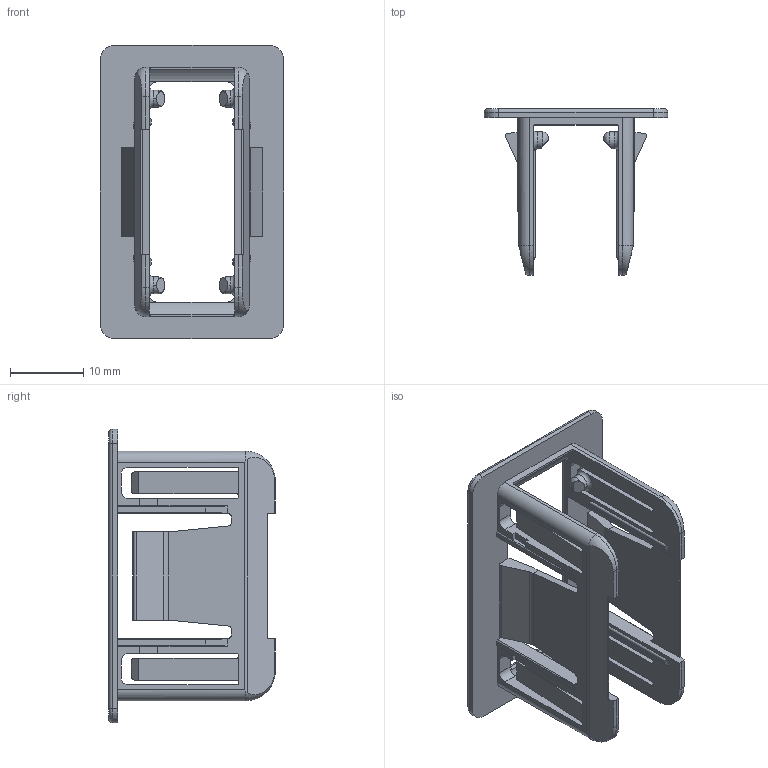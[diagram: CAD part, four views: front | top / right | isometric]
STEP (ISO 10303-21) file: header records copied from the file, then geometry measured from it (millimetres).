
FILE_DESCRIPTION((''),'2;1');
FILE_NAME('DM_CAD-2356','2016-08-17T',('creinig-se'),(''),'PRO/ENGINEER BY PARAMETRIC TECHNOLOGY CORPORATION, 2015440','PRO/ENGINEER BY PARAMETRIC TECHNOLOGY CORPORATION, 2015440','');
FILE_SCHEMA(('CONFIG_CONTROL_DESIGN'));
Length unit declared in the file: millimetre
Products named in the file (1): DM_CAD-2356
Bounding box: 25 x 22.7 x 40 mm (x, y, z)
Volume: 2417.9 mm3; surface area: 4674.7 mm2
Topology: 1 solids, 1 shells, 274 faces, 776 edges, 500 vertices
Faces by surface type: plane 154, cylinder 96, torus 20, bspline 4
Entity records: 11795 total; most frequent: CARTESIAN_POINT 2270, ORIENTED_EDGE 1552, DIRECTION 1432, PRESENTATION_STYLE_ASSIGNMENT 777, STYLED_ITEM 777, CURVE_STYLE 776, EDGE_CURVE 776, VERTEX_POINT 500
